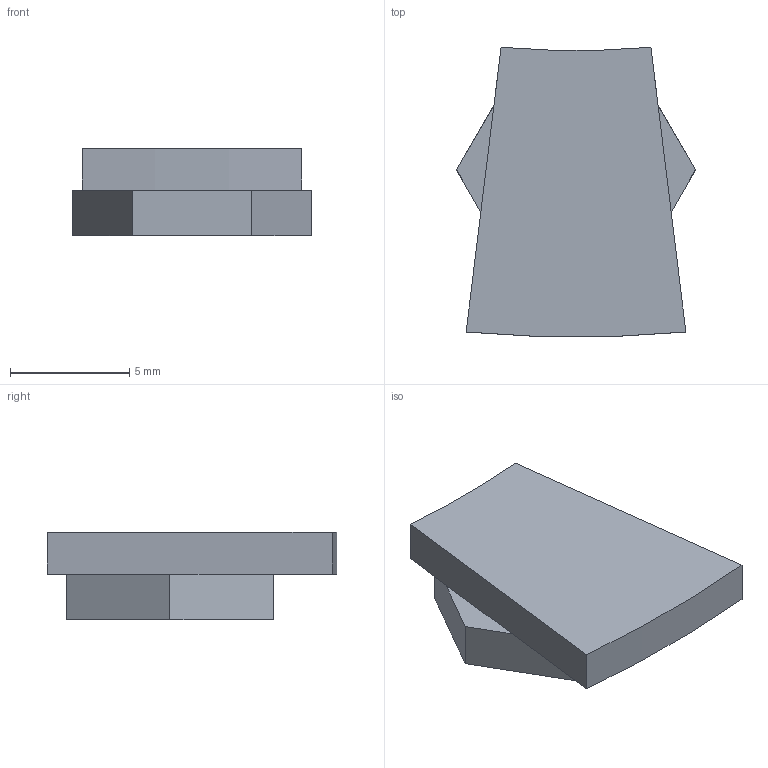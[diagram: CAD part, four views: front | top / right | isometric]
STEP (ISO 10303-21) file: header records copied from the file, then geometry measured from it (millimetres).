
FILE_DESCRIPTION(('FreeCAD Model'),'2;1');
FILE_NAME('Open CASCADE Shape Model','2025-04-17T18:20:27',(''),(''), 'Open CASCADE STEP processor 7.8','FreeCAD','Unknown');
FILE_SCHEMA(('AUTOMOTIVE_DESIGN { 1 0 10303 214 1 1 1 1 }'));
Length unit declared in the file: millimetre
Products named in the file (1): Art4BearingRing_Stopper
Bounding box: 10 x 12.11 x 3.65 mm (x, y, z)
Volume: 286.1 mm3; surface area: 323.1 mm2
Topology: 1 solids, 1 shells, 16 faces, 38 edges, 24 vertices
Faces by surface type: plane 14, cylinder 2
Entity records: 476 total; most frequent: CARTESIAN_POINT 79, DIRECTION 76, ORIENTED_EDGE 76, EDGE_CURVE 38, LINE 34, VECTOR 34, VERTEX_POINT 24, AXIS2_PLACEMENT_3D 21
